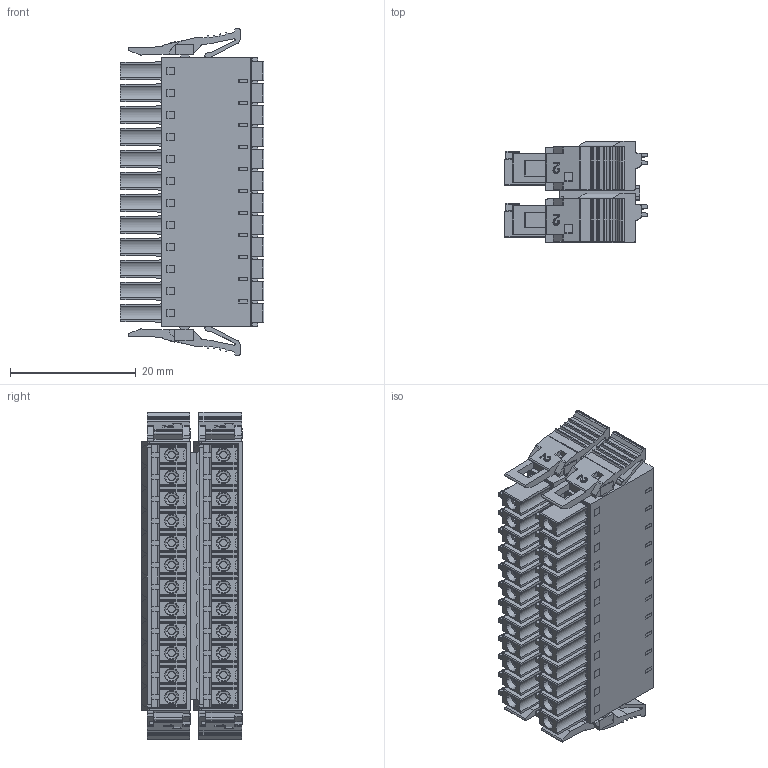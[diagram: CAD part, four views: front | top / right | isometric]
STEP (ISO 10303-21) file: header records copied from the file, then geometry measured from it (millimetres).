
FILE_DESCRIPTION((''),'2;1');
FILE_NAME('PRT0003','2024-09-25T',('sheji'),(''),'PRO/ENGINEER BY PARAMETRIC TECHNOLOGY CORPORATION, 2015240','PRO/ENGINEER BY PARAMETRIC TECHNOLOGY CORPORATION, 2015240','');
FILE_SCHEMA(('CONFIG_CONTROL_DESIGN'));
Products named in the file (1): PRT0003
Bounding box: 22.9 x 16 x 52.1 mm (x, y, z)
Volume: 11072.6 mm3; surface area: 9783.5 mm2
Topology: 6 solids, 21 shells, 3190 faces, 8629 edges, 5620 vertices
Faces by surface type: plane 2042, cylinder 868, cone 192, torus 48, extrusion 40
Entity records: 101332 total; most frequent: CARTESIAN_POINT 20283, ORIENTED_EDGE 17258, DIRECTION 16324, EDGE_CURVE 8629, VECTOR 6350, LINE 6310, VERTEX_POINT 5620, AXIS2_PLACEMENT_3D 4987
